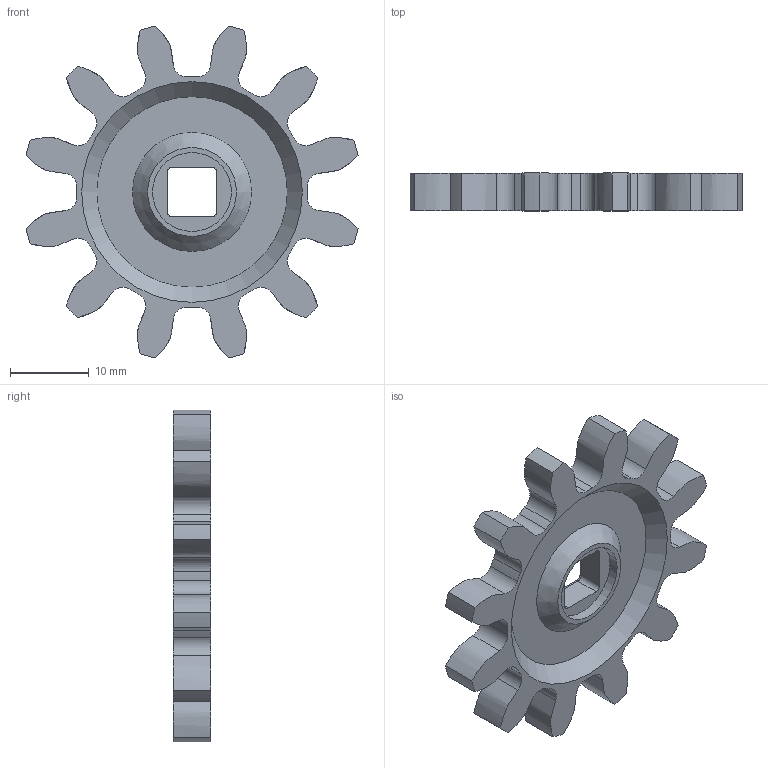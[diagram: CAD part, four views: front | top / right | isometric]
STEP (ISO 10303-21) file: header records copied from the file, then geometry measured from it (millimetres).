
FILE_DESCRIPTION(/* description */ (''),/* implementation_level */ '2;1');
FILE_NAME(/* name */ 'Spur gear (12 teeth).step',/* time_stamp */ '2024-06-27T20:48:03-05:00',/* author */ (''),/* organization */ (''),/* preprocessor_version */ 'ST-DEVELOPER v20',/* originating_system */ 'Autodesk Translation Framework v13.14.0.145',/* authorisation */ '');
FILE_SCHEMA (('AUTOMOTIVE_DESIGN { 1 0 10303 214 3 1 1 }'));
Length unit declared in the file: inch
Products named in the file (1): another_gear_or_two_Spur gear (12 teeth)
Bounding box: 42.21 x 4.76 x 42.21 mm (x, y, z)
Volume: 3730.4 mm3; surface area: 3251.4 mm2
Topology: 1 solids, 1 shells, 96 faces, 265 edges, 174 vertices
Faces by surface type: cylinder 57, bspline 28, plane 9, cone 2
Full cylindrical faces by diameter (mm): 10.033 x1
Entity records: 3878 total; most frequent: CARTESIAN_POINT 1456, ORIENTED_EDGE 530, DIRECTION 477, EDGE_CURVE 265, AXIS2_PLACEMENT_3D 191, VERTEX_POINT 174, CIRCLE 122, EDGE_LOOP 101
